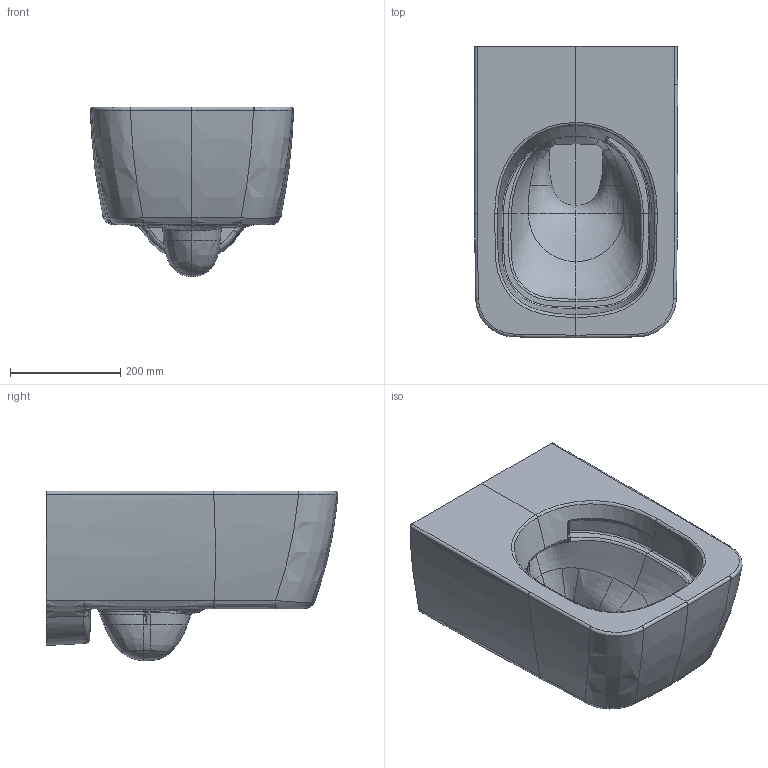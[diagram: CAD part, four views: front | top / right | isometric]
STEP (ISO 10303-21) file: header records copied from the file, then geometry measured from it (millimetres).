
FILE_DESCRIPTION(/* description */ (''),/* implementation_level */ '2;1');
FILE_NAME(/* name */ 'C4682C0_Stockholm_WWC_eckig_Kommunikationsmodell.stp',/* time_stamp */ '2024-10-31T09:35:52+01:00',/* author */ (''),/* organization */ (''),/* preprocessor_version */ 'ST-DEVELOPER v18.1',/* originating_system */ 'SIEMENS PLM Software NX 1973',/* authorisation */ '');
FILE_SCHEMA (('AUTOMOTIVE_DESIGN { 1 0 10303 214 3 1 1 1 }'));
Products named in the file (1): Conz16CCA3EB7hsb
Bounding box: 368.99 x 529.6 x 307.77 mm (x, y, z)
Volume: 29330919.7 mm3; surface area: 830118.8 mm2
Topology: 1 solids, 1 shells, 166 faces, 425 edges, 244 vertices
Faces by surface type: bspline 159, plane 3, sphere 3, extrusion 1
Entity records: 33362 total; most frequent: CARTESIAN_POINT 30823, ORIENTED_EDGE 816, EDGE_CURVE 408, B_SPLINE_CURVE_WITH_KNOTS 347, VERTEX_POINT 244, ADVANCED_FACE 166, FACE_OUTER_BOUND 166, EDGE_LOOP 166
